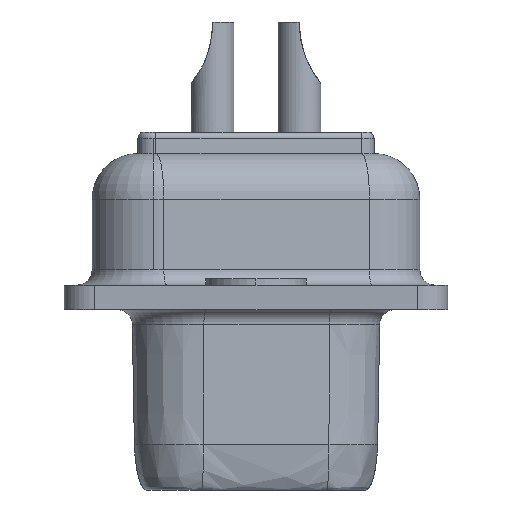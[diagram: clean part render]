
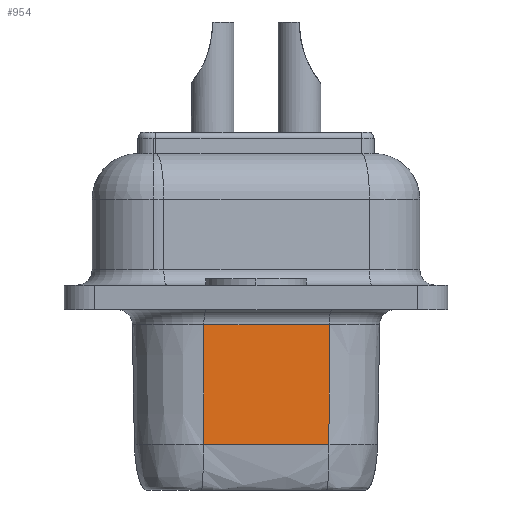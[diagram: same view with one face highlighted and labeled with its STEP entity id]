
A CAD part, left-side view. The second image highlights one B-rep face of the part: STEP entity #954.
In plain terms, the highlighted planar face has unit normal (-0.985, -0.174, -0.018).
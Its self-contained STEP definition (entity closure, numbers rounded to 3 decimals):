
#236 = AXIS2_PLACEMENT_3D ( 'NONE', #5291, #3079, #6948 ) ;
#315 = VERTEX_POINT ( 'NONE', #1711 ) ;
#369 = CARTESIAN_POINT ( 'NONE',  ( -7.413, -2.38, 0. ) ) ;
#476 = CARTESIAN_POINT ( 'NONE',  ( -8.136, 1.72, 0. ) ) ;
#954 = ADVANCED_FACE ( 'NONE', ( #1447 ), #4203, .T. ) ;
#1016 = CARTESIAN_POINT ( 'NONE',  ( -7.439, -2.384, 1.493 ) ) ;
#1447 = FACE_OUTER_BOUND ( 'NONE', #2146, .T. ) ;
#1533 = VERTEX_POINT ( 'NONE', #6735 ) ;
#1642 = CARTESIAN_POINT ( 'NONE',  ( -8.162, 1.716, 1.493 ) ) ;
#1711 = CARTESIAN_POINT ( 'NONE',  ( -8.229, 1.704, 5.409 ) ) ;
#1858 = EDGE_CURVE ( 'NONE', #6906, #3390, #4261, .T. ) ;
#2059 = ORIENTED_EDGE ( 'NONE', *, *, #4246, .T. ) ;
#2112 = CARTESIAN_POINT ( 'NONE',  ( -7.921, 0.349, 1.493 ) ) ;
#2146 = EDGE_LOOP ( 'NONE', ( #2545, #4350, #5981, #2059 ) ) ;
#2545 = ORIENTED_EDGE ( 'NONE', *, *, #3627, .T. ) ;
#2625 = DIRECTION ( 'NONE',  ( 0.017, 0.003, -1. ) ) ;
#2671 = VECTOR ( 'NONE', #2625, 1000. ) ;
#3079 = DIRECTION ( 'NONE',  ( -0.985, -0.174, -0.017 ) ) ;
#3390 = VERTEX_POINT ( 'NONE', #6407 ) ;
#3627 = EDGE_CURVE ( 'NONE', #315, #6906, #5455, .T. ) ;
#3678 = LINE ( 'NONE', #369, #2671 ) ;
#3843 = LINE ( 'NONE', #4811, #6022 ) ;
#4203 = PLANE ( 'NONE',  #236 ) ;
#4246 = EDGE_CURVE ( 'NONE', #1533, #315, #3843, .T. ) ;
#4261 = B_SPLINE_CURVE_WITH_KNOTS ( 'NONE', 3,
 ( #1642, #2112, #5992, #1016 ),
 .UNSPECIFIED., .F., .F.,
 ( 4, 4 ),
 ( 0., 1. ),
 .UNSPECIFIED. ) ;
#4282 = VECTOR ( 'NONE', #4331, 1000. ) ;
#4331 = DIRECTION ( 'NONE',  ( 0.017, 0.003, -1. ) ) ;
#4350 = ORIENTED_EDGE ( 'NONE', *, *, #1858, .T. ) ;
#4811 = CARTESIAN_POINT ( 'NONE',  ( -8.229, 1.704, 5.409 ) ) ;
#5291 = CARTESIAN_POINT ( 'NONE',  ( -8.136, 1.72, 0. ) ) ;
#5392 = CARTESIAN_POINT ( 'NONE',  ( -8.162, 1.716, 1.493 ) ) ;
#5455 = LINE ( 'NONE', #476, #4282 ) ;
#5981 = ORIENTED_EDGE ( 'NONE', *, *, #6569, .F. ) ;
#5992 = CARTESIAN_POINT ( 'NONE',  ( -7.68, -1.018, 1.493 ) ) ;
#6022 = VECTOR ( 'NONE', #7084, 1000. ) ;
#6407 = CARTESIAN_POINT ( 'NONE',  ( -7.439, -2.384, 1.493 ) ) ;
#6569 = EDGE_CURVE ( 'NONE', #1533, #3390, #3678, .T. ) ;
#6735 = CARTESIAN_POINT ( 'NONE',  ( -7.506, -2.396, 5.409 ) ) ;
#6906 = VERTEX_POINT ( 'NONE', #5392 ) ;
#6948 = DIRECTION ( 'NONE',  ( 0.174, -0.985, 0. ) ) ;
#7084 = DIRECTION ( 'NONE',  ( -0.174, 0.985, 0. ) ) ;
